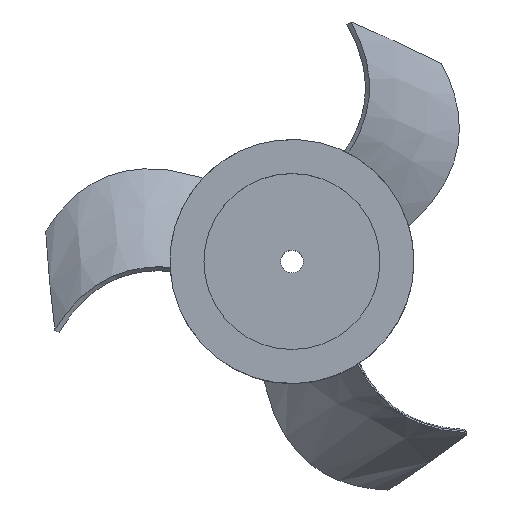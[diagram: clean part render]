
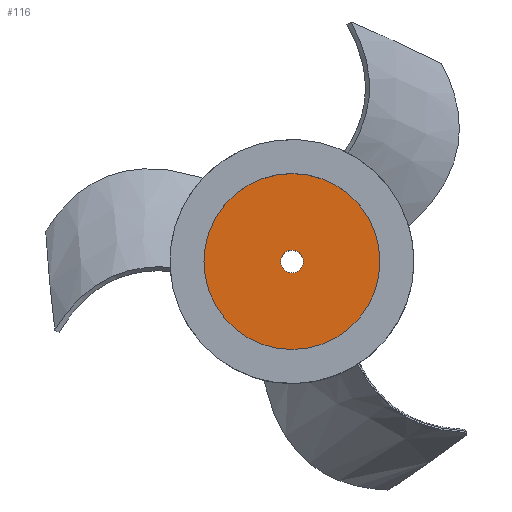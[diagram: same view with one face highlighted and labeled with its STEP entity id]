
A CAD part, top view. The second image highlights one B-rep face of the part: STEP entity #116.
In plain terms, the highlighted planar face has unit normal (0, 0, 1).
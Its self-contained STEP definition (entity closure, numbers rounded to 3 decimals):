
#86=PLANE('',#493);
#116=ADVANCED_FACE('',(#130,#131),#86,.T.);
#130=FACE_BOUND('',#168,.T.);
#131=FACE_BOUND('',#169,.T.);
#168=EDGE_LOOP('',(#311));
#169=EDGE_LOOP('',(#312));
#183=CIRCLE('',#490,113.605);
#184=CIRCLE('',#492,14.55);
#311=ORIENTED_EDGE('',*,*,#420,.F.);
#312=ORIENTED_EDGE('',*,*,#419,.F.);
#354=VERTEX_POINT('',#1579);
#355=VERTEX_POINT('',#1582);
#419=EDGE_CURVE('',#354,#354,#183,.T.);
#420=EDGE_CURVE('',#355,#355,#184,.T.);
#490=AXIS2_PLACEMENT_3D('',#1578,#529,#530);
#492=AXIS2_PLACEMENT_3D('',#1581,#533,#534);
#493=AXIS2_PLACEMENT_3D('',#1583,#535,#536);
#529=DIRECTION('',(0.,0.,-1.));
#530=DIRECTION('',(1.,0.,0.));
#533=DIRECTION('',(0.,0.,1.));
#534=DIRECTION('',(1.,0.,0.));
#535=DIRECTION('',(0.,0.,1.));
#536=DIRECTION('',(1.,0.,0.));
#1578=CARTESIAN_POINT('',(0.,0.,80.));
#1579=CARTESIAN_POINT('',(113.605,0.,80.));
#1581=CARTESIAN_POINT('',(0.,0.,80.));
#1582=CARTESIAN_POINT('',(14.55,0.,80.));
#1583=CARTESIAN_POINT('',(0.,0.,80.));
